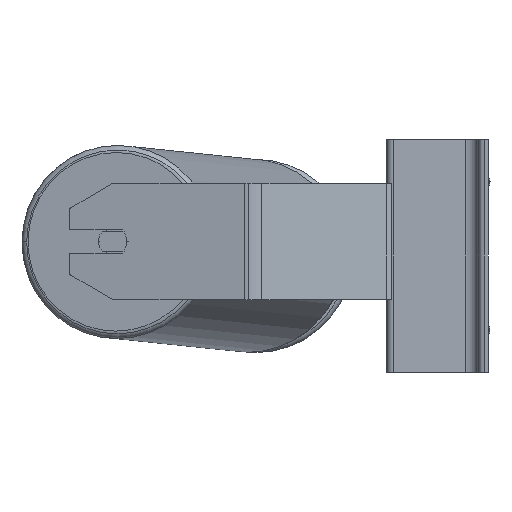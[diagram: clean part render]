
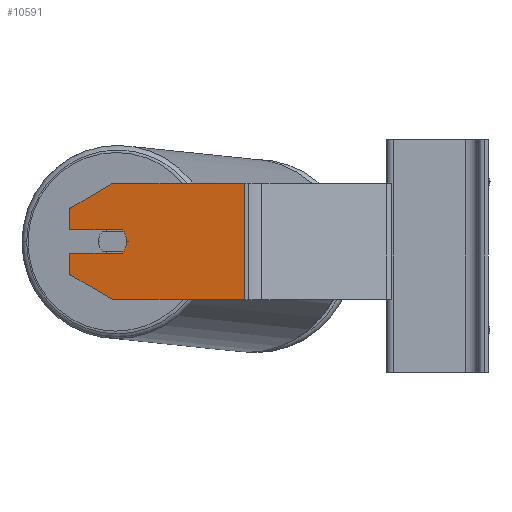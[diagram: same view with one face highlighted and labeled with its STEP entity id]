
A CAD part, left-side view. The second image highlights one B-rep face of the part: STEP entity #10591.
In plain terms, the highlighted planar face has unit normal (-0.985, 0.174, 0).
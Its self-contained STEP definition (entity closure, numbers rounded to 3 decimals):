
#121 = VECTOR ( 'NONE', #5901, 1000. ) ;
#377 = CARTESIAN_POINT ( 'NONE',  ( -830.508, 229.169, 50. ) ) ;
#379 = AXIS2_PLACEMENT_3D ( 'NONE', #9284, #2654, #7573 ) ;
#448 = VECTOR ( 'NONE', #3475, 1000. ) ;
#469 = ORIENTED_EDGE ( 'NONE', *, *, #5591, .F. ) ;
#565 = VERTEX_POINT ( 'NONE', #8369 ) ;
#569 = CARTESIAN_POINT ( 'NONE',  ( -835.717, 199.625, 10. ) ) ;
#603 = VECTOR ( 'NONE', #5105, 1000. ) ;
#609 = ORIENTED_EDGE ( 'NONE', *, *, #3030, .F. ) ;
#662 = VERTEX_POINT ( 'NONE', #9234 ) ;
#724 = VERTEX_POINT ( 'NONE', #6089 ) ;
#774 = VECTOR ( 'NONE', #4811, 1000. ) ;
#777 = CARTESIAN_POINT ( 'NONE',  ( -830.508, 229.169, 18. ) ) ;
#858 = EDGE_CURVE ( 'NONE', #9621, #3510, #9674, .T. ) ;
#934 = VERTEX_POINT ( 'NONE', #2390 ) ;
#992 = CARTESIAN_POINT ( 'NONE',  ( -830.508, 229.169, 2. ) ) ;
#1060 = PLANE ( 'NONE',  #379 ) ;
#1180 = LINE ( 'NONE', #8442, #5745 ) ;
#1239 = CARTESIAN_POINT ( 'NONE',  ( -830.508, 229.169, -12.679 ) ) ;
#2029 = EDGE_CURVE ( 'NONE', #934, #5047, #7800, .T. ) ;
#2195 = VECTOR ( 'NONE', #10427, 1000. ) ;
#2277 = CARTESIAN_POINT ( 'NONE',  ( -835.717, 199.625, 10. ) ) ;
#2283 = DIRECTION ( 'NONE',  ( -0.174, -0.985, 0. ) ) ;
#2390 = CARTESIAN_POINT ( 'NONE',  ( -830.508, 229.169, 32.679 ) ) ;
#2457 = EDGE_CURVE ( 'NONE', #724, #5628, #5418, .T. ) ;
#2551 = EDGE_CURVE ( 'NONE', #3284, #934, #9506, .T. ) ;
#2654 = DIRECTION ( 'NONE',  ( 0.985, -0.174, 0. ) ) ;
#2718 = CARTESIAN_POINT ( 'NONE',  ( -830.508, 229.169, 50. ) ) ;
#2772 = EDGE_CURVE ( 'NONE', #662, #7452, #8353, .T. ) ;
#3013 = ORIENTED_EDGE ( 'NONE', *, *, #2772, .F. ) ;
#3030 = EDGE_CURVE ( 'NONE', #3284, #565, #1180, .T. ) ;
#3165 = LINE ( 'NONE', #5274, #7528 ) ;
#3284 = VERTEX_POINT ( 'NONE', #4181 ) ;
#3475 = DIRECTION ( 'NONE',  ( 0., 0., -1. ) ) ;
#3510 = VERTEX_POINT ( 'NONE', #10326 ) ;
#3872 = EDGE_CURVE ( 'NONE', #662, #9621, #7761, .T. ) ;
#4031 = VECTOR ( 'NONE', #7952, 1000. ) ;
#4100 = ORIENTED_EDGE ( 'NONE', *, *, #5171, .F. ) ;
#4121 = ORIENTED_EDGE ( 'NONE', *, *, #3872, .T. ) ;
#4181 = CARTESIAN_POINT ( 'NONE',  ( -835.717, 199.625, 50. ) ) ;
#4811 = DIRECTION ( 'NONE',  ( -0.15, -0.853, -0.5 ) ) ;
#4980 = FACE_OUTER_BOUND ( 'NONE', #7236, .T. ) ;
#5047 = VERTEX_POINT ( 'NONE', #777 ) ;
#5105 = DIRECTION ( 'NONE',  ( -0.174, -0.985, 0. ) ) ;
#5171 = EDGE_CURVE ( 'NONE', #565, #8551, #3165, .T. ) ;
#5274 = CARTESIAN_POINT ( 'NONE',  ( -851.73, 108.811, 50. ) ) ;
#5328 = DIRECTION ( 'NONE',  ( 0., 0., -1. ) ) ;
#5389 = CARTESIAN_POINT ( 'NONE',  ( -830.508, 229.169, 32.679 ) ) ;
#5398 = LINE ( 'NONE', #7126, #2195 ) ;
#5418 = CIRCLE ( 'NONE', #9041, 10. ) ;
#5591 = EDGE_CURVE ( 'NONE', #5628, #5047, #5398, .T. ) ;
#5628 = VERTEX_POINT ( 'NONE', #7026 ) ;
#5745 = VECTOR ( 'NONE', #7759, 1000. ) ;
#5901 = DIRECTION ( 'NONE',  ( 0., 0., -1. ) ) ;
#6089 = CARTESIAN_POINT ( 'NONE',  ( -837.454, 189.777, 10. ) ) ;
#6185 = ORIENTED_EDGE ( 'NONE', *, *, #8983, .F. ) ;
#6464 = ORIENTED_EDGE ( 'NONE', *, *, #858, .T. ) ;
#6483 = ORIENTED_EDGE ( 'NONE', *, *, #2029, .T. ) ;
#6634 = ORIENTED_EDGE ( 'NONE', *, *, #2551, .T. ) ;
#6900 = DIRECTION ( 'NONE',  ( -0.174, -0.985, 0. ) ) ;
#7026 = CARTESIAN_POINT ( 'NONE',  ( -836.759, 193.716, 18. ) ) ;
#7048 = CIRCLE ( 'NONE', #9118, 10. ) ;
#7126 = CARTESIAN_POINT ( 'NONE',  ( -830.508, 229.169, 18. ) ) ;
#7223 = DIRECTION ( 'NONE',  ( -0.985, 0.174, 0. ) ) ;
#7231 = CARTESIAN_POINT ( 'NONE',  ( -835.717, 199.625, -30. ) ) ;
#7236 = EDGE_LOOP ( 'NONE', ( #4121, #6464, #7940, #4100, #609, #6634, #6483, #469, #9188, #6185, #3013 ) ) ;
#7452 = VERTEX_POINT ( 'NONE', #8796 ) ;
#7528 = VECTOR ( 'NONE', #5328, 1000. ) ;
#7573 = DIRECTION ( 'NONE',  ( 0.174, 0.985, 0. ) ) ;
#7728 = VECTOR ( 'NONE', #6900, 1000. ) ;
#7759 = DIRECTION ( 'NONE',  ( -0.174, -0.985, 0. ) ) ;
#7761 = LINE ( 'NONE', #377, #121 ) ;
#7800 = LINE ( 'NONE', #2718, #448 ) ;
#7812 = EDGE_CURVE ( 'NONE', #3510, #8551, #7939, .T. ) ;
#7879 = CARTESIAN_POINT ( 'NONE',  ( -830.508, 229.169, -30. ) ) ;
#7939 = LINE ( 'NONE', #7879, #7728 ) ;
#7940 = ORIENTED_EDGE ( 'NONE', *, *, #7812, .T. ) ;
#7952 = DIRECTION ( 'NONE',  ( 0.15, 0.853, -0.5 ) ) ;
#8353 = LINE ( 'NONE', #992, #603 ) ;
#8369 = CARTESIAN_POINT ( 'NONE',  ( -851.73, 108.811, 50. ) ) ;
#8442 = CARTESIAN_POINT ( 'NONE',  ( -830.508, 229.169, 50. ) ) ;
#8551 = VERTEX_POINT ( 'NONE', #10601 ) ;
#8791 = DIRECTION ( 'NONE',  ( -0.985, 0.174, 0. ) ) ;
#8796 = CARTESIAN_POINT ( 'NONE',  ( -836.759, 193.716, 2. ) ) ;
#8983 = EDGE_CURVE ( 'NONE', #7452, #724, #7048, .T. ) ;
#9041 = AXIS2_PLACEMENT_3D ( 'NONE', #569, #8791, #2283 ) ;
#9118 = AXIS2_PLACEMENT_3D ( 'NONE', #2277, #7223, #10520 ) ;
#9188 = ORIENTED_EDGE ( 'NONE', *, *, #2457, .F. ) ;
#9234 = CARTESIAN_POINT ( 'NONE',  ( -830.508, 229.169, 2. ) ) ;
#9284 = CARTESIAN_POINT ( 'NONE',  ( -830.508, 229.169, 50. ) ) ;
#9506 = LINE ( 'NONE', #5389, #4031 ) ;
#9621 = VERTEX_POINT ( 'NONE', #1239 ) ;
#9674 = LINE ( 'NONE', #7231, #774 ) ;
#10326 = CARTESIAN_POINT ( 'NONE',  ( -835.717, 199.625, -30. ) ) ;
#10427 = DIRECTION ( 'NONE',  ( 0.174, 0.985, 0. ) ) ;
#10520 = DIRECTION ( 'NONE',  ( -0.174, -0.985, 0. ) ) ;
#10591 = ADVANCED_FACE ( 'NONE', ( #4980 ), #1060, .F. ) ;
#10601 = CARTESIAN_POINT ( 'NONE',  ( -851.73, 108.811, -30. ) ) ;
